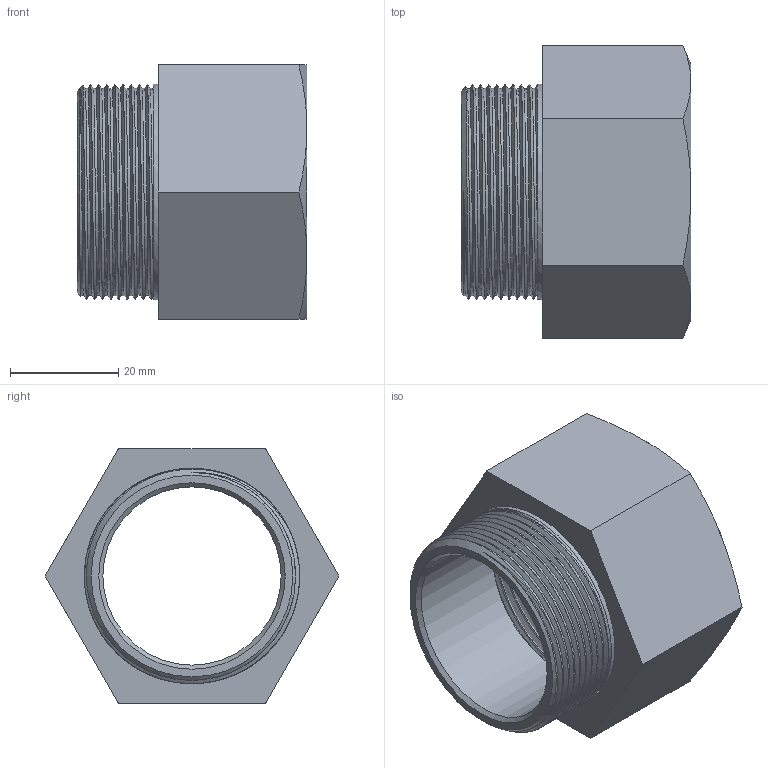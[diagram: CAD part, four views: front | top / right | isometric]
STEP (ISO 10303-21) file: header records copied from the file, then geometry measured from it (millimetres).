
FILE_DESCRIPTION(/* description */ ('Adapter Metall Ex M40x1,5 / NPT 1 1/4"'),/* implementation_level */ '2;1');
FILE_NAME(/* name */ 'RX745519-RST.stp',/* time_stamp */ '2021-08-17T09:21:16+02:00',/* author */ ('sl'),/* organization */ (''),/* preprocessor_version */ 'ST-DEVELOPER v16.5',/* originating_system */ 'Autodesk Inventor 2017',/* authorisation */ '');
FILE_SCHEMA (('AUTOMOTIVE_DESIGN { 1 0 10303 214 3 1 1 }'));
Length unit declared in the file: millimetre
Products named in the file (1): RX745514
Bounding box: 42.5 x 54.27 x 47 mm (x, y, z)
Volume: 25164.4 mm3; surface area: 19458.2 mm2
Topology: 1 solids, 1 shells, 42 faces, 99 edges, 62 vertices
Faces by surface type: cone 12, cylinder 12, plane 12, bspline 6
Full cylindrical faces by diameter (mm): 32.95 x1, 37.167 x1, 39.82 x8
Entity records: 5535 total; most frequent: CARTESIAN_POINT 4864, ORIENTED_EDGE 132, DIRECTION 114, EDGE_CURVE 65, AXIS2_PLACEMENT_3D 51, EDGE_LOOP 46, VERTEX_POINT 43, FACE_OUTER_BOUND 34
